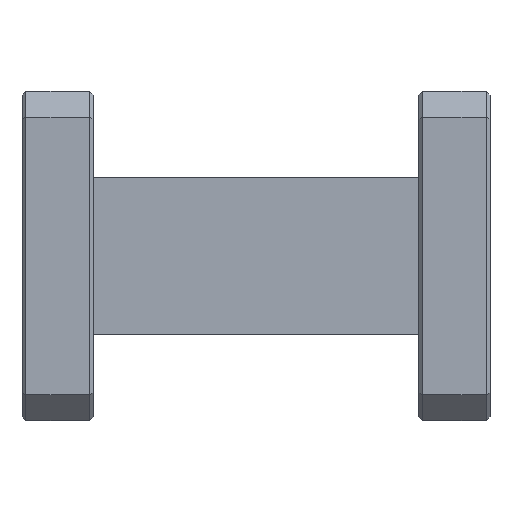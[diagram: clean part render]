
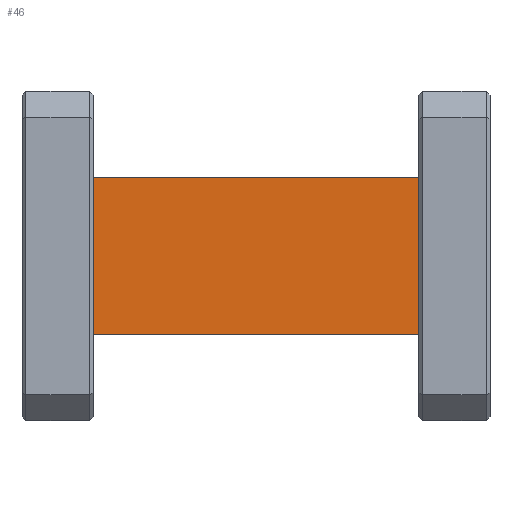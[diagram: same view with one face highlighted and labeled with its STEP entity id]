
A CAD part, front view. The second image highlights one B-rep face of the part: STEP entity #46.
In plain terms, the highlighted planar face has unit normal (0, -1, 0).
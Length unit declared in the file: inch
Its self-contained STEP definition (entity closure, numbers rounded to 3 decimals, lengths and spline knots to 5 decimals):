
#46 = ADVANCED_FACE ( 'NONE', ( #167 ), #1457, .F. ) ;
#167 = FACE_OUTER_BOUND ( 'NONE', #1017, .T. ) ;
#207 = VECTOR ( 'NONE', #1615, 39.37008 ) ;
#236 = EDGE_CURVE ( 'NONE', #457, #388, #1499, .T. ) ;
#303 = ORIENTED_EDGE ( 'NONE', *, *, #236, .T. ) ;
#387 = CARTESIAN_POINT ( 'NONE',  ( 1.06, -0.125, 0.21 ) ) ;
#388 = VERTEX_POINT ( 'NONE', #523 ) ;
#457 = VERTEX_POINT ( 'NONE', #862 ) ;
#523 = CARTESIAN_POINT ( 'NONE',  ( 0.19, -0.125, 0.21 ) ) ;
#562 = VECTOR ( 'NONE', #1607, 39.37008 ) ;
#595 = DIRECTION ( 'NONE',  ( -1., 0., 0. ) ) ;
#669 = CARTESIAN_POINT ( 'NONE',  ( 1.06, -0.125, -0.21 ) ) ;
#674 = LINE ( 'NONE', #1432, #562 ) ;
#765 = DIRECTION ( 'NONE',  ( -1., 0., 0. ) ) ;
#862 = CARTESIAN_POINT ( 'NONE',  ( 1.06, -0.125, 0.21 ) ) ;
#870 = CARTESIAN_POINT ( 'NONE',  ( 0.19, -0.125, -0.21 ) ) ;
#941 = VERTEX_POINT ( 'NONE', #2282 ) ;
#966 = EDGE_CURVE ( 'NONE', #2033, #941, #1519, .T. ) ;
#992 = VECTOR ( 'NONE', #765, 39.37008 ) ;
#1017 = EDGE_LOOP ( 'NONE', ( #2398, #2265, #2378, #303 ) ) ;
#1018 = LINE ( 'NONE', #870, #207 ) ;
#1091 = CARTESIAN_POINT ( 'NONE',  ( 1.06, -0.125, -0.21 ) ) ;
#1144 = VECTOR ( 'NONE', #595, 39.37008 ) ;
#1249 = DIRECTION ( 'NONE',  ( 0., 1., 0. ) ) ;
#1366 = EDGE_CURVE ( 'NONE', #457, #2033, #674, .T. ) ;
#1432 = CARTESIAN_POINT ( 'NONE',  ( 1.06, -0.125, -0.21 ) ) ;
#1457 = PLANE ( 'NONE',  #1709 ) ;
#1499 = LINE ( 'NONE', #387, #992 ) ;
#1519 = LINE ( 'NONE', #1528, #1144 ) ;
#1528 = CARTESIAN_POINT ( 'NONE',  ( 1.06, -0.125, -0.21 ) ) ;
#1573 = EDGE_CURVE ( 'NONE', #388, #941, #1018, .T. ) ;
#1607 = DIRECTION ( 'NONE',  ( 0., 0., -1. ) ) ;
#1615 = DIRECTION ( 'NONE',  ( 0., 0., -1. ) ) ;
#1709 = AXIS2_PLACEMENT_3D ( 'NONE', #1091, #1249, #2381 ) ;
#2033 = VERTEX_POINT ( 'NONE', #669 ) ;
#2265 = ORIENTED_EDGE ( 'NONE', *, *, #966, .F. ) ;
#2282 = CARTESIAN_POINT ( 'NONE',  ( 0.19, -0.125, -0.21 ) ) ;
#2378 = ORIENTED_EDGE ( 'NONE', *, *, #1366, .F. ) ;
#2381 = DIRECTION ( 'NONE',  ( 0., 0., 1. ) ) ;
#2398 = ORIENTED_EDGE ( 'NONE', *, *, #1573, .T. ) ;
